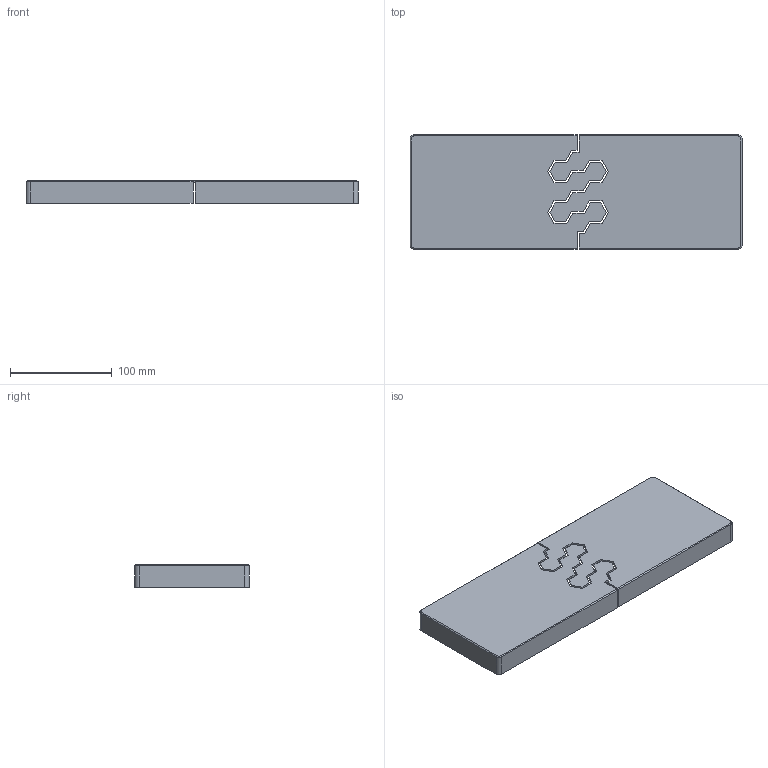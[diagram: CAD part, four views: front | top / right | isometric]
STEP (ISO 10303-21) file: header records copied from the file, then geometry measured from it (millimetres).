
FILE_DESCRIPTION(/* description */ (''),/* implementation_level */ '2;1');
FILE_NAME(/* name */ 'Marvelous65 Dust cover.step',/* time_stamp */ '2021-01-23T01:08:42+07:00',/* author */ (''),/* organization */ (''),/* preprocessor_version */ 'ST-DEVELOPER v18.1',/* originating_system */ 'Autodesk Translation Framework v9.7.0.1280',/* authorisation */ '');
FILE_SCHEMA (('AUTOMOTIVE_DESIGN { 1 0 10303 214 3 1 1 }'));
Length unit declared in the file: millimetre
Products named in the file (1): MARVELOUS65 COVER
Bounding box: 326.57 x 112.25 x 22 mm (x, y, z)
Volume: 105852.3 mm3; surface area: 109089.4 mm2
Topology: 2 solids, 2 shells, 98 faces, 274 edges, 180 vertices
Faces by surface type: plane 86, cylinder 8, cone 4
Entity records: 3133 total; most frequent: CARTESIAN_POINT 553, ORIENTED_EDGE 548, DIRECTION 492, EDGE_CURVE 274, LINE 254, VECTOR 254, VERTEX_POINT 180, AXIS2_PLACEMENT_3D 119
